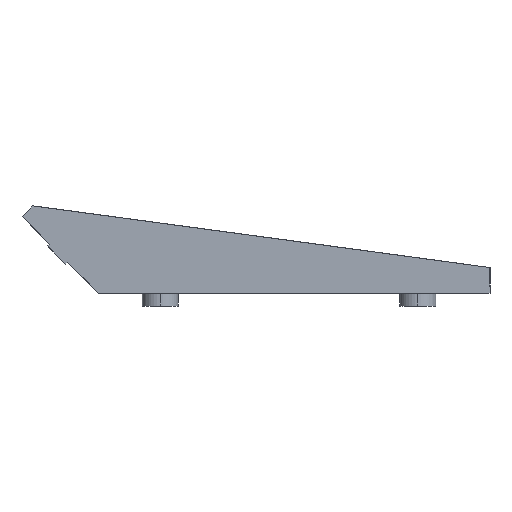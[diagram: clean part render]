
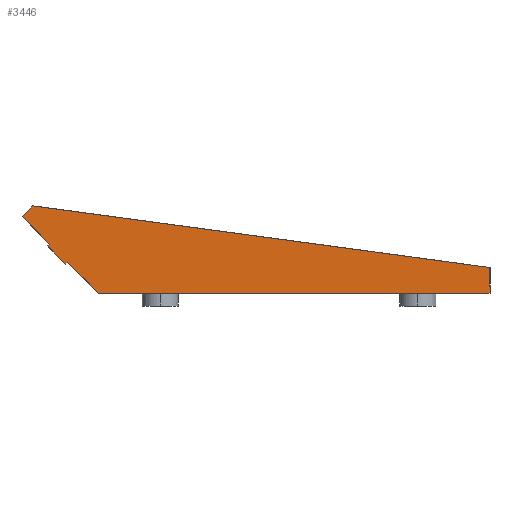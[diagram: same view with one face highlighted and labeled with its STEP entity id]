
A CAD part, left-side view. The second image highlights one B-rep face of the part: STEP entity #3446.
In plain terms, the highlighted planar face has unit normal (-1, 0, 0).
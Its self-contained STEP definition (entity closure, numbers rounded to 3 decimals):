
#4 = VERTEX_POINT ( 'NONE', #3129 ) ;
#59 = VERTEX_POINT ( 'NONE', #2568 ) ;
#170 = CARTESIAN_POINT ( 'NONE',  ( 10., 76., 0. ) ) ;
#179 = VECTOR ( 'NONE', #3544, 1000. ) ;
#276 = CARTESIAN_POINT ( 'NONE',  ( 10., 0., 5. ) ) ;
#280 = CARTESIAN_POINT ( 'NONE',  ( 10., 95.612, -1.857 ) ) ;
#305 = VECTOR ( 'NONE', #3017, 1000. ) ;
#582 = CARTESIAN_POINT ( 'NONE',  ( 10., 76., 0. ) ) ;
#642 = ORIENTED_EDGE ( 'NONE', *, *, #3345, .F. ) ;
#663 = VECTOR ( 'NONE', #2992, 1000. ) ;
#755 = ORIENTED_EDGE ( 'NONE', *, *, #3380, .F. ) ;
#890 = ORIENTED_EDGE ( 'NONE', *, *, #2395, .F. ) ;
#939 = LINE ( 'NONE', #170, #179 ) ;
#941 = CARTESIAN_POINT ( 'NONE',  ( 10., 82.01, 6.01 ) ) ;
#942 = ORIENTED_EDGE ( 'NONE', *, *, #2888, .F. ) ;
#972 = ORIENTED_EDGE ( 'NONE', *, *, #2904, .F. ) ;
#1004 = ORIENTED_EDGE ( 'NONE', *, *, #3438, .T. ) ;
#1032 = LINE ( 'NONE', #3343, #1798 ) ;
#1077 = CARTESIAN_POINT ( 'NONE',  ( 10., 82.364, 5.657 ) ) ;
#1107 = PLANE ( 'NONE',  #1571 ) ;
#1135 = DIRECTION ( 'NONE',  ( 1., 0., 0. ) ) ;
#1139 = CARTESIAN_POINT ( 'NONE',  ( 10., 82.364, 5.657 ) ) ;
#1170 = CARTESIAN_POINT ( 'NONE',  ( 10., 85.546, 9.546 ) ) ;
#1177 = VECTOR ( 'NONE', #2033, 1000. ) ;
#1307 = ORIENTED_EDGE ( 'NONE', *, *, #3321, .F. ) ;
#1416 = DIRECTION ( 'NONE',  ( 0., 0., -1. ) ) ;
#1442 = VECTOR ( 'NONE', #3355, 1000. ) ;
#1571 = AXIS2_PLACEMENT_3D ( 'NONE', #280, #1135, #1673 ) ;
#1659 = VECTOR ( 'NONE', #2256, 1000. ) ;
#1673 = DIRECTION ( 'NONE',  ( 0., 1., 0. ) ) ;
#1705 = EDGE_LOOP ( 'NONE', ( #1004, #2986, #1307, #642, #2196, #942, #972, #755, #890 ) ) ;
#1798 = VECTOR ( 'NONE', #2754, 1000. ) ;
#1890 = LINE ( 'NONE', #2005, #1177 ) ;
#1923 = VERTEX_POINT ( 'NONE', #1077 ) ;
#1939 = CARTESIAN_POINT ( 'NONE',  ( 10., 92.994, 17.546 ) ) ;
#1955 = LINE ( 'NONE', #276, #2309 ) ;
#2005 = CARTESIAN_POINT ( 'NONE',  ( 10., 90.849, 14.849 ) ) ;
#2033 = DIRECTION ( 'NONE',  ( 0., -0.707, 0.707 ) ) ;
#2115 = LINE ( 'NONE', #3110, #1659 ) ;
#2196 = ORIENTED_EDGE ( 'NONE', *, *, #3289, .T. ) ;
#2256 = DIRECTION ( 'NONE',  ( 0., 0.707, 0.707 ) ) ;
#2279 = LINE ( 'NONE', #2721, #663 ) ;
#2292 = CARTESIAN_POINT ( 'NONE',  ( 10., 0., 5. ) ) ;
#2309 = VECTOR ( 'NONE', #1416, 1000. ) ;
#2395 = EDGE_CURVE ( 'NONE', #3497, #3558, #1955, .T. ) ;
#2408 = EDGE_CURVE ( 'NONE', #59, #4, #1890, .T. ) ;
#2426 = VERTEX_POINT ( 'NONE', #1170 ) ;
#2450 = LINE ( 'NONE', #1939, #305 ) ;
#2515 = DIRECTION ( 'NONE',  ( 0., 1., 0. ) ) ;
#2568 = CARTESIAN_POINT ( 'NONE',  ( 10., 90.849, 14.849 ) ) ;
#2606 = VERTEX_POINT ( 'NONE', #941 ) ;
#2721 = CARTESIAN_POINT ( 'NONE',  ( 10., 38.354, -38.354 ) ) ;
#2754 = DIRECTION ( 'NONE',  ( 0., -0.707, 0.707 ) ) ;
#2810 = VERTEX_POINT ( 'NONE', #2997 ) ;
#2888 = EDGE_CURVE ( 'NONE', #2606, #1923, #3541, .T. ) ;
#2904 = EDGE_CURVE ( 'NONE', #3007, #2606, #2115, .T. ) ;
#2926 = VECTOR ( 'NONE', #2515, 1000. ) ;
#2986 = ORIENTED_EDGE ( 'NONE', *, *, #2408, .F. ) ;
#2992 = DIRECTION ( 'NONE',  ( 0., -0.707, -0.707 ) ) ;
#2997 = CARTESIAN_POINT ( 'NONE',  ( 10., 85.899, 9.192 ) ) ;
#3002 = CARTESIAN_POINT ( 'NONE',  ( 10., 0., 0. ) ) ;
#3007 = VERTEX_POINT ( 'NONE', #582 ) ;
#3017 = DIRECTION ( 'NONE',  ( 0., 0.991, 0.134 ) ) ;
#3110 = CARTESIAN_POINT ( 'NONE',  ( 10., 76., 0. ) ) ;
#3129 = CARTESIAN_POINT ( 'NONE',  ( 10., 88.728, 16.971 ) ) ;
#3289 = EDGE_CURVE ( 'NONE', #2810, #1923, #2279, .T. ) ;
#3321 = EDGE_CURVE ( 'NONE', #2426, #59, #939, .T. ) ;
#3343 = CARTESIAN_POINT ( 'NONE',  ( 10., 85.899, 9.192 ) ) ;
#3345 = EDGE_CURVE ( 'NONE', #2810, #2426, #1032, .T. ) ;
#3355 = DIRECTION ( 'NONE',  ( 0., 0.707, -0.707 ) ) ;
#3380 = EDGE_CURVE ( 'NONE', #3558, #3007, #3538, .T. ) ;
#3408 = FACE_OUTER_BOUND ( 'NONE', #1705, .T. ) ;
#3438 = EDGE_CURVE ( 'NONE', #3497, #4, #2450, .T. ) ;
#3446 = ADVANCED_FACE ( 'NONE', ( #3408 ), #1107, .F. ) ;
#3497 = VERTEX_POINT ( 'NONE', #2292 ) ;
#3538 = LINE ( 'NONE', #3002, #2926 ) ;
#3541 = LINE ( 'NONE', #1139, #1442 ) ;
#3544 = DIRECTION ( 'NONE',  ( 0., 0.707, 0.707 ) ) ;
#3558 = VERTEX_POINT ( 'NONE', #3674 ) ;
#3674 = CARTESIAN_POINT ( 'NONE',  ( 10., 0., 0. ) ) ;
